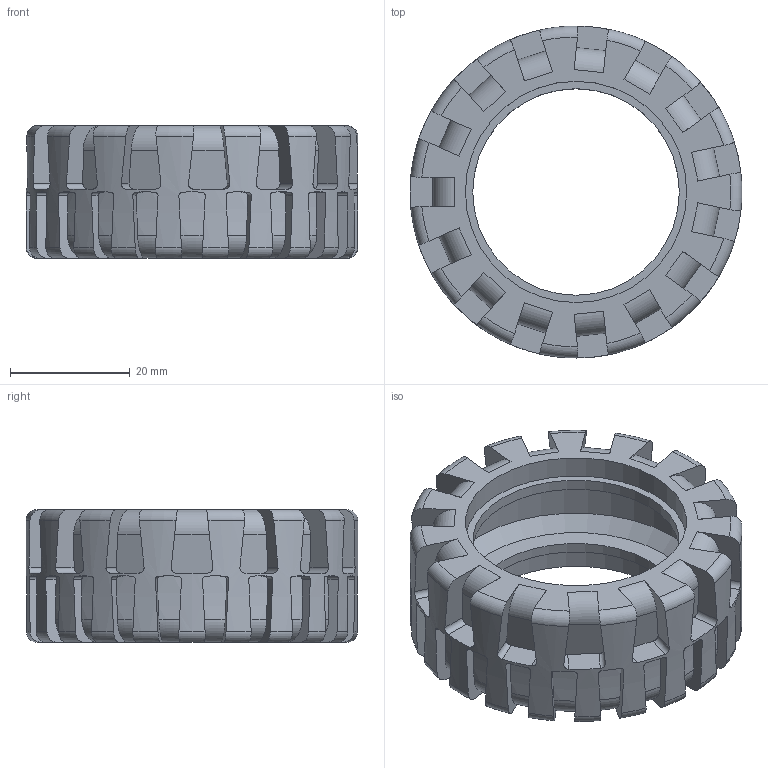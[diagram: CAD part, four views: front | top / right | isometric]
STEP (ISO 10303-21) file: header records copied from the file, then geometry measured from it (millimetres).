
FILE_DESCRIPTION(/* description */ ('STEP AP214'),/* implementation_level */ '2;1');
FILE_NAME(/* name */ '66a53d6f4989bb141e77bd3d',/* time_stamp */ '2024-07-27T18:33:21Z',/* author */ (''),/* organization */ (''),/* preprocessor_version */ 'ST-DEVELOPER v20',/* originating_system */ ' ',/* authorisation */ ' ');
FILE_SCHEMA (('AUTOMOTIVE_DESIGN {1 0 10303 214 3 1 1}'));
Length unit declared in the file: metre
Products named in the file (1): Part 2
Bounding box: 55.48 x 55.48 x 22.19 mm (x, y, z)
Volume: 18846.2 mm3; surface area: 12729.1 mm2
Topology: 1 solids, 1 shells, 309 faces, 908 edges, 605 vertices
Faces by surface type: plane 132, cylinder 94, torus 59, cone 24
Full cylindrical faces by diameter (mm): 34.524 x2, 36.99 x2, 45.498 x1, 55.485 x1
Entity records: 11052 total; most frequent: CARTESIAN_POINT 3125, ORIENTED_EDGE 1800, DIRECTION 1552, EDGE_CURVE 900, AXIS2_PLACEMENT_3D 650, VERTEX_POINT 605, EDGE_LOOP 323, FACE_BOUND 323
